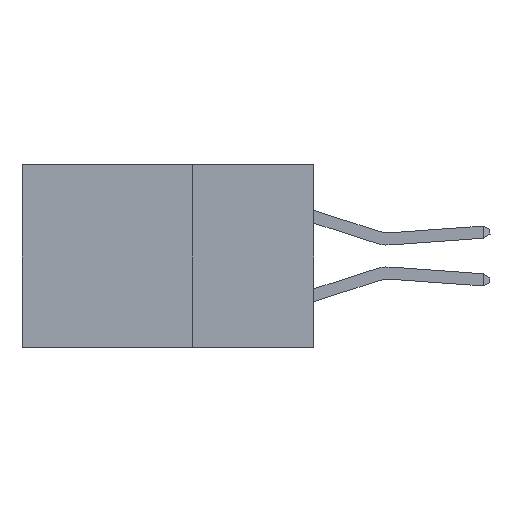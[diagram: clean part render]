
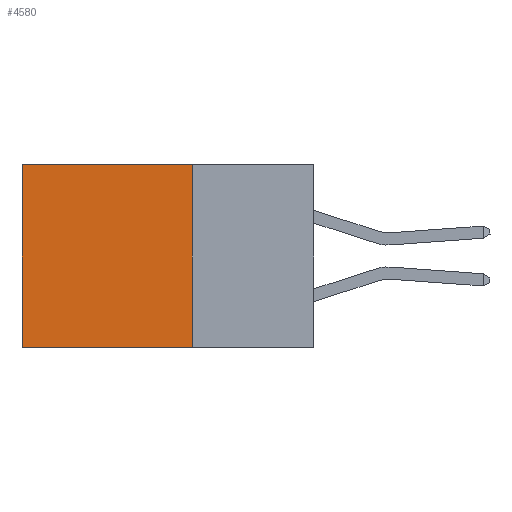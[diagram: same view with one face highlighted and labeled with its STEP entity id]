
A CAD part, left-side view. The second image highlights one B-rep face of the part: STEP entity #4580.
In plain terms, the highlighted planar face has unit normal (-1, 0, 0).
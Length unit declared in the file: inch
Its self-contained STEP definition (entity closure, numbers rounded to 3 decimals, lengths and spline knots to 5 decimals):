
#330 = LINE ( 'NONE', #538, #5736 ) ;
#538 = CARTESIAN_POINT ( 'NONE',  ( 0.2875, 0.25, -0.375 ) ) ;
#857 = DIRECTION ( 'NONE',  ( 0., 0., -1. ) ) ;
#988 = EDGE_CURVE ( 'NONE', #7256, #1582, #1299, .T. ) ;
#1183 = CARTESIAN_POINT ( 'NONE',  ( 0.2875, 0.25, -0.375 ) ) ;
#1299 = LINE ( 'NONE', #6597, #8295 ) ;
#1308 = DIRECTION ( 'NONE',  ( 0., 0., -1. ) ) ;
#1429 = VECTOR ( 'NONE', #7706, 39.37008 ) ;
#1567 = FACE_OUTER_BOUND ( 'NONE', #4365, .T. ) ;
#1582 = VERTEX_POINT ( 'NONE', #2801 ) ;
#1669 = VERTEX_POINT ( 'NONE', #4294 ) ;
#2374 = CARTESIAN_POINT ( 'NONE',  ( 0.2875, 0.25, 0. ) ) ;
#2513 = DIRECTION ( 'NONE',  ( 0., 0., -1. ) ) ;
#2631 = CARTESIAN_POINT ( 'NONE',  ( 0.2875, 0.25, 0. ) ) ;
#2801 = CARTESIAN_POINT ( 'NONE',  ( 0.2875, 0.6, -0.375 ) ) ;
#2835 = ORIENTED_EDGE ( 'NONE', *, *, #6050, .T. ) ;
#2926 = EDGE_CURVE ( 'NONE', #1669, #1582, #330, .T. ) ;
#3362 = ORIENTED_EDGE ( 'NONE', *, *, #988, .T. ) ;
#4146 = VECTOR ( 'NONE', #1308, 39.37008 ) ;
#4294 = CARTESIAN_POINT ( 'NONE',  ( 0.2875, 0.25, -0.375 ) ) ;
#4365 = EDGE_LOOP ( 'NONE', ( #3362, #5059, #7424, #2835 ) ) ;
#4580 = ADVANCED_FACE ( 'NONE', ( #1567 ), #6558, .F. ) ;
#5059 = ORIENTED_EDGE ( 'NONE', *, *, #2926, .F. ) ;
#5285 = CARTESIAN_POINT ( 'NONE',  ( 0.2875, 0.25, -0.375 ) ) ;
#5464 = AXIS2_PLACEMENT_3D ( 'NONE', #1183, #6505, #2513 ) ;
#5736 = VECTOR ( 'NONE', #7753, 39.37008 ) ;
#6050 = EDGE_CURVE ( 'NONE', #6547, #7256, #6931, .T. ) ;
#6505 = DIRECTION ( 'NONE',  ( 1., 0., 0. ) ) ;
#6547 = VERTEX_POINT ( 'NONE', #2631 ) ;
#6558 = PLANE ( 'NONE',  #5464 ) ;
#6597 = CARTESIAN_POINT ( 'NONE',  ( 0.2875, 0.6, -0.375 ) ) ;
#6825 = LINE ( 'NONE', #5285, #4146 ) ;
#6931 = LINE ( 'NONE', #2374, #1429 ) ;
#7046 = CARTESIAN_POINT ( 'NONE',  ( 0.2875, 0.6, 0. ) ) ;
#7256 = VERTEX_POINT ( 'NONE', #7046 ) ;
#7424 = ORIENTED_EDGE ( 'NONE', *, *, #7965, .F. ) ;
#7706 = DIRECTION ( 'NONE',  ( 0., 1., 0. ) ) ;
#7753 = DIRECTION ( 'NONE',  ( 0., 1., 0. ) ) ;
#7965 = EDGE_CURVE ( 'NONE', #6547, #1669, #6825, .T. ) ;
#8295 = VECTOR ( 'NONE', #857, 39.37008 ) ;
